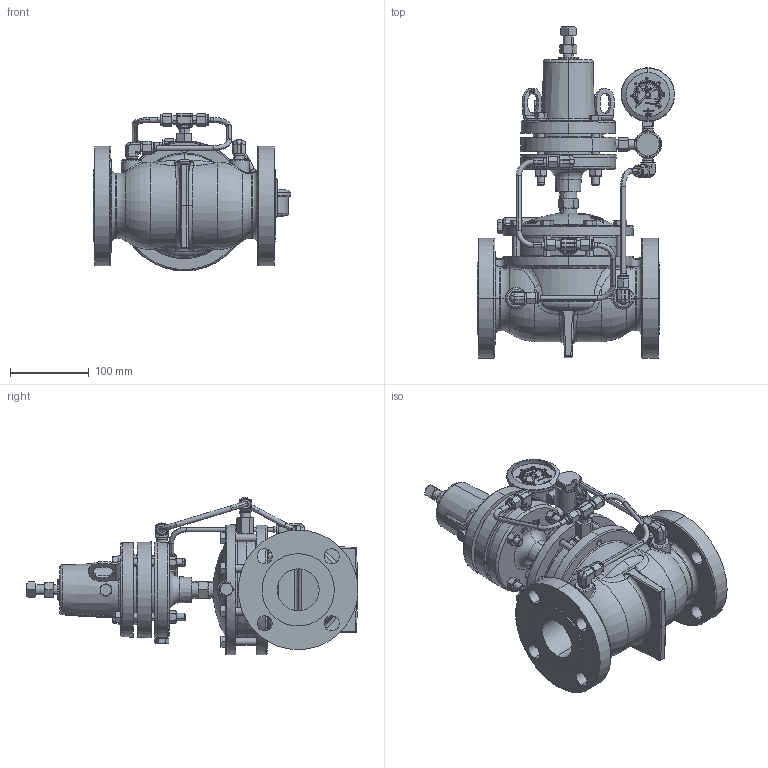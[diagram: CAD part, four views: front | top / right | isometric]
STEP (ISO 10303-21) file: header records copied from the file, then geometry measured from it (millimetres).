
FILE_DESCRIPTION (( 'STEP AP214' ), '1' );
FILE_NAME ('RBN2ARWF1S-AGF.STEP', '2025-10-29T11:51:38', ( '' ), ( '' ), 'SwSTEP 2.0', 'SolidWorks 2024', '' );
FILE_SCHEMA (( 'AUTOMOTIVE_DESIGN' ));
Products named in the file (1): RBN2ARWF1S-AGF
Bounding box: 251.45 x 422.86 x 201.23 mm (x, y, z)
Volume: 3923394.4 mm3; surface area: 512544.3 mm2
Topology: 7 solids, 7 shells, 4519 faces, 11915 edges, 7640 vertices
Faces by surface type: plane 1990, bspline 1505, cylinder 453, cone 378, torus 126, sphere 67
Entity records: 175849 total; most frequent: CARTESIAN_POINT 75365, ORIENTED_EDGE 23742, DIRECTION 15985, EDGE_CURVE 11871, VERTEX_POINT 7639, VECTOR 5993, LINE 5993, AXIS2_PLACEMENT_3D 4996
